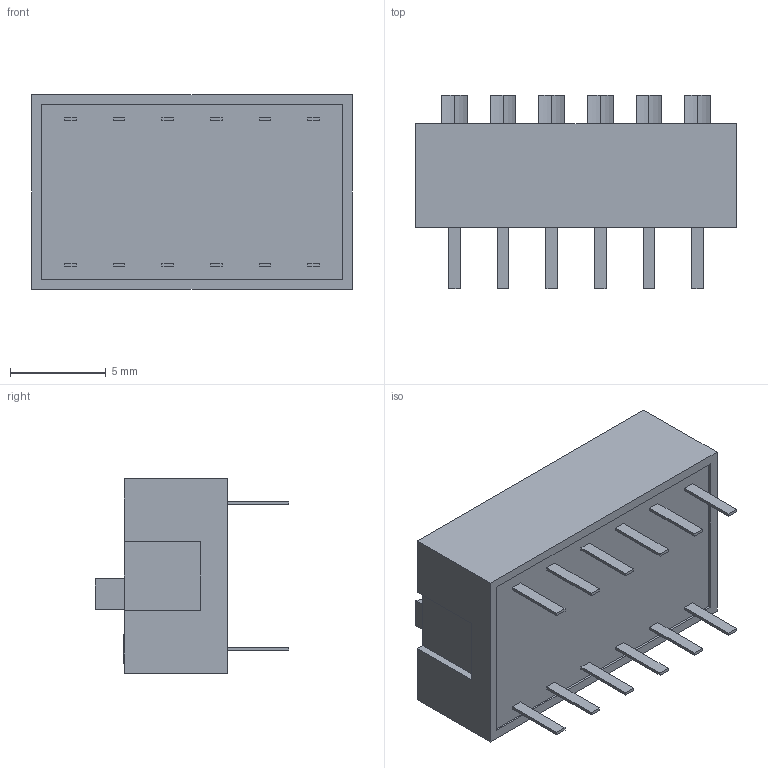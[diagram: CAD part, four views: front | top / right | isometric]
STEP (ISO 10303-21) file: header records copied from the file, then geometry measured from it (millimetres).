
FILE_DESCRIPTION (( 'STEP AP214' ), '1' );
FILE_NAME ('29AC7E68-40DE-40F6-A5A2-C0F7136E0B4A.STEP', '2008-12-12T11:41:09', ( 'Solidworks' ), ( 'Solidworks' ), 'SwSTEP 2.0', 'SolidWorks 2009', '' );
FILE_SCHEMA (( 'AUTOMOTIVE_DESIGN' ));
Length unit declared in the file: millimetre
Products named in the file (1): 29AC7E68-40DE-40F6-A5A2-C0F7136E0B4A
Bounding box: 16.76 x 10.1 x 10.16 mm (x, y, z)
Volume: 908.3 mm3; surface area: 810.8 mm2
Topology: 1 solids, 1 shells, 209 faces, 522 edges, 348 vertices
Faces by surface type: plane 158, bspline 33, cylinder 18
Entity records: 9520 total; most frequent: CARTESIAN_POINT 2817, ORIENTED_EDGE 1044, DIRECTION 846, EDGE_CURVE 522, VECTOR 420, LINE 420, VERTEX_POINT 348, EDGE_LOOP 242
